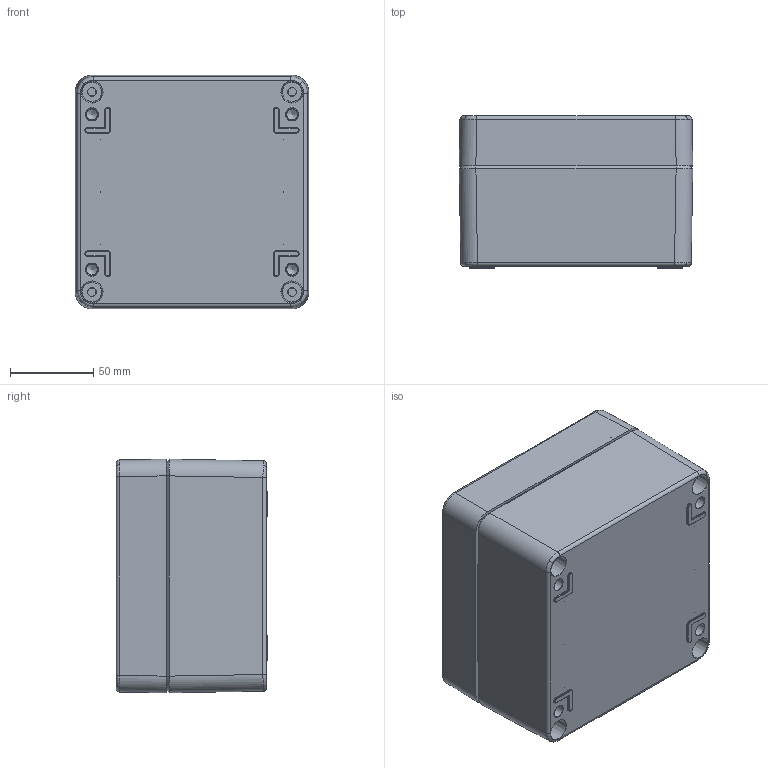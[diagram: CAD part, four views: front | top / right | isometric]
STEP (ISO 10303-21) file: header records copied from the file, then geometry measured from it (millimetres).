
FILE_DESCRIPTION(/* description */ (''),/* implementation_level */ '2;1');
FILE_NAME(/* name */ '09141409000-RST.stp',/* time_stamp */ '2021-09-02T15:14:58+02:00',/* author */ ('sl'),/* organization */ (''),/* preprocessor_version */ 'ST-DEVELOPER v16.5',/* originating_system */ 'Autodesk Inventor 2017',/* authorisation */ '');
FILE_SCHEMA (('AUTOMOTIVE_DESIGN { 1 0 10303 214 3 1 1 }'));
Products named in the file (8): Alu-Gehäuse-19-BG-0001-09_141409_000; Deckel-Alu-Gehäuse-19-BG-0002-09_141409_000; Deckel-Alu-Gehäuse-19-BT-0001-09_141409_000; Dichtlippe-Alu-Gehäuse-19-BT-0003-09_141409_000; UT-Alu-Gehäuse-19-BG-0003-09_141409_000; Erdung-Edelstahl-Gehäuse-01-BT-0002-20101006000; UT-Alu-Gehäuse-19-BT-0002-09_141409_000; Schraube-M6x35-10
Assembly tree (14 placements, depth 3):
  Alu-Gehäuse-19-BG-0001-09_141409_000
    Deckel-Alu-Gehäuse-19-BG-0002-09_141409_000
      Deckel-Alu-Gehäuse-19-BT-0001-09_141409_000
      Dichtlippe-Alu-Gehäuse-19-BT-0003-09_141409_000
      Erdung-Edelstahl-Gehäuse-01-BT-0002-20101006000
    UT-Alu-Gehäuse-19-BG-0003-09_141409_000
      Erdung-Edelstahl-Gehäuse-01-BT-0002-20101006000  x4
      UT-Alu-Gehäuse-19-BT-0002-09_141409_000
    Schraube-M6x35-10  x4
Bounding box: 140 x 91 x 140 mm (x, y, z)
Volume: 476520.7 mm3; surface area: 195909.1 mm2
Topology: 12 solids, 12 shells, 1001 faces, 2336 edges, 1398 vertices
Faces by surface type: plane 328, cylinder 273, bspline 252, cone 77, torus 71
Full cylindrical faces by diameter (mm): 4.7 x5, 5 x15, 5.3 x4, 6 x4, 8 x5
Entity records: 40363 total; most frequent: CARTESIAN_POINT 23381, ORIENTED_EDGE 3540, DIRECTION 3211, EDGE_CURVE 1770, AXIS2_PLACEMENT_3D 1245, VERTEX_POINT 1095, EDGE_LOOP 991, FACE_OUTER_BOUND 819
